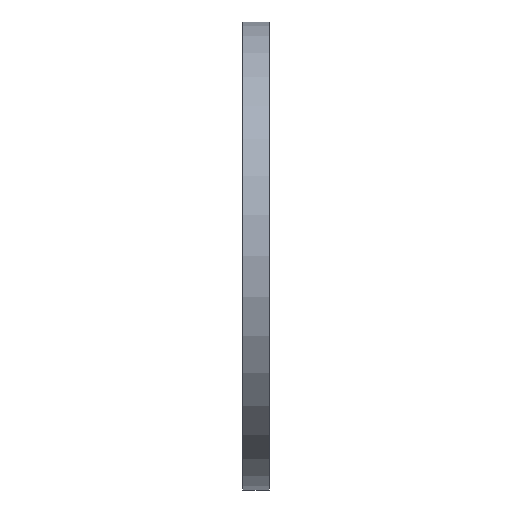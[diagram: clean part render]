
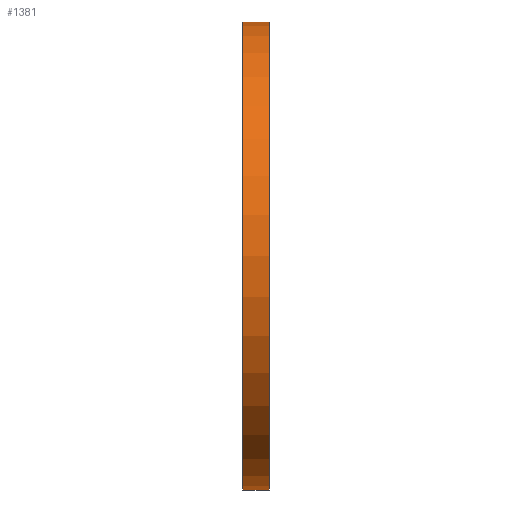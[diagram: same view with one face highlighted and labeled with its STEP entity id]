
A CAD part, left-side view. The second image highlights one B-rep face of the part: STEP entity #1381.
In plain terms, the highlighted cylindrical face has radius 282.5 mm (diameter 565 mm), a partial arc.
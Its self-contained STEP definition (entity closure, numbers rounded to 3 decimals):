
#40 = CARTESIAN_POINT ( 'NONE',  ( 0., 0., 282.5 ) ) ;
#135 = ORIENTED_EDGE ( 'NONE', *, *, #1424, .F. ) ;
#181 = AXIS2_PLACEMENT_3D ( 'NONE', #1465, #1235, #988 ) ;
#197 = ORIENTED_EDGE ( 'NONE', *, *, #526, .F. ) ;
#219 = FACE_OUTER_BOUND ( 'NONE', #373, .T. ) ;
#320 = VERTEX_POINT ( 'NONE', #846 ) ;
#328 = DIRECTION ( 'NONE',  ( 0., 1., 0. ) ) ;
#342 = DIRECTION ( 'NONE',  ( 0., 0., 1. ) ) ;
#373 = EDGE_LOOP ( 'NONE', ( #197, #956, #756, #135 ) ) ;
#398 = EDGE_CURVE ( 'NONE', #817, #737, #824, .T. ) ;
#433 = DIRECTION ( 'NONE',  ( 0., 1., 0. ) ) ;
#441 = DIRECTION ( 'NONE',  ( 0., 1., 0. ) ) ;
#526 = EDGE_CURVE ( 'NONE', #817, #1466, #643, .T. ) ;
#643 = LINE ( 'NONE', #974, #962 ) ;
#737 = VERTEX_POINT ( 'NONE', #40 ) ;
#756 = ORIENTED_EDGE ( 'NONE', *, *, #1413, .T. ) ;
#804 = VECTOR ( 'NONE', #441, 1000. ) ;
#816 = CYLINDRICAL_SURFACE ( 'NONE', #1435, 282.5 ) ;
#817 = VERTEX_POINT ( 'NONE', #831 ) ;
#824 = CIRCLE ( 'NONE', #181, 282.5 ) ;
#831 = CARTESIAN_POINT ( 'NONE',  ( 0., 0., -282.5 ) ) ;
#846 = CARTESIAN_POINT ( 'NONE',  ( 0., 32., 282.5 ) ) ;
#857 = CARTESIAN_POINT ( 'NONE',  ( 0., 32., -282.5 ) ) ;
#871 = CIRCLE ( 'NONE', #1307, 282.5 ) ;
#907 = LINE ( 'NONE', #1471, #804 ) ;
#956 = ORIENTED_EDGE ( 'NONE', *, *, #398, .T. ) ;
#962 = VECTOR ( 'NONE', #433, 1000. ) ;
#974 = CARTESIAN_POINT ( 'NONE',  ( 0., 34.695, -282.5 ) ) ;
#988 = DIRECTION ( 'NONE',  ( 0., 0., 1. ) ) ;
#1028 = CARTESIAN_POINT ( 'NONE',  ( 0., 34.695, 0. ) ) ;
#1235 = DIRECTION ( 'NONE',  ( 0., 1., 0. ) ) ;
#1262 = DIRECTION ( 'NONE',  ( 0., 1., 0. ) ) ;
#1276 = DIRECTION ( 'NONE',  ( 0., 0., 1. ) ) ;
#1307 = AXIS2_PLACEMENT_3D ( 'NONE', #1359, #328, #342 ) ;
#1359 = CARTESIAN_POINT ( 'NONE',  ( 0., 32., 0. ) ) ;
#1381 = ADVANCED_FACE ( 'NONE', ( #219 ), #816, .T. ) ;
#1413 = EDGE_CURVE ( 'NONE', #737, #320, #907, .T. ) ;
#1424 = EDGE_CURVE ( 'NONE', #1466, #320, #871, .T. ) ;
#1435 = AXIS2_PLACEMENT_3D ( 'NONE', #1028, #1262, #1276 ) ;
#1465 = CARTESIAN_POINT ( 'NONE',  ( 0., 0., 0. ) ) ;
#1466 = VERTEX_POINT ( 'NONE', #857 ) ;
#1471 = CARTESIAN_POINT ( 'NONE',  ( 0., 34.695, 282.5 ) ) ;
